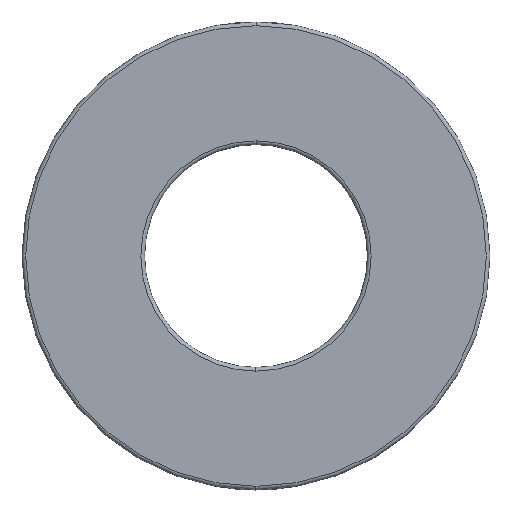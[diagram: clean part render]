
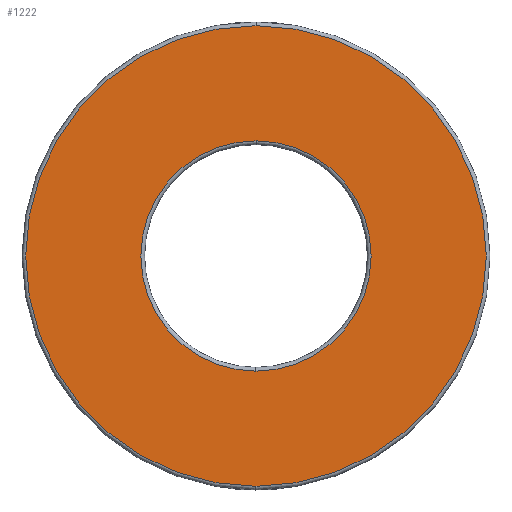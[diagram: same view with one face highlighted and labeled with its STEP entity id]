
A CAD part, left-side view. The second image highlights one B-rep face of the part: STEP entity #1222.
In plain terms, the highlighted planar face has unit normal (-1, 0, 0).
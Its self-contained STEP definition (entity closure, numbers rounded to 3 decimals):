
#9 = CIRCLE ( 'NONE', #1187, 31. ) ;
#87 = CARTESIAN_POINT ( 'NONE',  ( -0.82, 0., 15.5 ) ) ;
#111 = EDGE_CURVE ( 'NONE', #164, #635, #1008, .T. ) ;
#112 = AXIS2_PLACEMENT_3D ( 'NONE', #696, #1288, #1000 ) ;
#116 = EDGE_LOOP ( 'NONE', ( #1002, #1138 ) ) ;
#134 = CARTESIAN_POINT ( 'NONE',  ( -0.82, 0., 0. ) ) ;
#151 = EDGE_CURVE ( 'NONE', #635, #164, #206, .T. ) ;
#164 = VERTEX_POINT ( 'NONE', #527 ) ;
#174 = DIRECTION ( 'NONE',  ( -1., 0., 0. ) ) ;
#195 = EDGE_CURVE ( 'NONE', #533, #502, #9, .T. ) ;
#206 = CIRCLE ( 'NONE', #1265, 15.5 ) ;
#210 = CARTESIAN_POINT ( 'NONE',  ( -0.82, 0., 0. ) ) ;
#237 = EDGE_CURVE ( 'NONE', #502, #533, #1232, .T. ) ;
#277 = DIRECTION ( 'NONE',  ( 0., 0., 1. ) ) ;
#309 = CARTESIAN_POINT ( 'NONE',  ( -0.82, 0., -31. ) ) ;
#381 = FACE_OUTER_BOUND ( 'NONE', #769, .T. ) ;
#456 = AXIS2_PLACEMENT_3D ( 'NONE', #210, #1199, #1091 ) ;
#474 = ORIENTED_EDGE ( 'NONE', *, *, #237, .T. ) ;
#487 = CARTESIAN_POINT ( 'NONE',  ( -0.82, 0., 31. ) ) ;
#501 = DIRECTION ( 'NONE',  ( -1., 0., 0. ) ) ;
#502 = VERTEX_POINT ( 'NONE', #309 ) ;
#517 = DIRECTION ( 'NONE',  ( 0., 0., 1. ) ) ;
#527 = CARTESIAN_POINT ( 'NONE',  ( -0.82, 0., -15.5 ) ) ;
#533 = VERTEX_POINT ( 'NONE', #487 ) ;
#635 = VERTEX_POINT ( 'NONE', #87 ) ;
#696 = CARTESIAN_POINT ( 'NONE',  ( -0.82, 31., 0. ) ) ;
#769 = EDGE_LOOP ( 'NONE', ( #856, #474 ) ) ;
#787 = PLANE ( 'NONE',  #112 ) ;
#805 = CARTESIAN_POINT ( 'NONE',  ( -0.82, 0., 0. ) ) ;
#856 = ORIENTED_EDGE ( 'NONE', *, *, #195, .T. ) ;
#948 = FACE_BOUND ( 'NONE', #116, .T. ) ;
#993 = DIRECTION ( 'NONE',  ( 0., 0., 1. ) ) ;
#1000 = DIRECTION ( 'NONE',  ( 0., 0., -1. ) ) ;
#1002 = ORIENTED_EDGE ( 'NONE', *, *, #151, .F. ) ;
#1008 = CIRCLE ( 'NONE', #456, 15.5 ) ;
#1070 = DIRECTION ( 'NONE',  ( -1., 0., 0. ) ) ;
#1080 = CARTESIAN_POINT ( 'NONE',  ( -0.82, 0., 0. ) ) ;
#1091 = DIRECTION ( 'NONE',  ( 0., 0., 1. ) ) ;
#1112 = AXIS2_PLACEMENT_3D ( 'NONE', #134, #174, #277 ) ;
#1138 = ORIENTED_EDGE ( 'NONE', *, *, #111, .F. ) ;
#1187 = AXIS2_PLACEMENT_3D ( 'NONE', #1080, #1070, #993 ) ;
#1199 = DIRECTION ( 'NONE',  ( -1., 0., 0. ) ) ;
#1222 = ADVANCED_FACE ( 'NONE', ( #948, #381 ), #787, .F. ) ;
#1232 = CIRCLE ( 'NONE', #1112, 31. ) ;
#1265 = AXIS2_PLACEMENT_3D ( 'NONE', #805, #501, #517 ) ;
#1288 = DIRECTION ( 'NONE',  ( 1., 0., 0. ) ) ;
